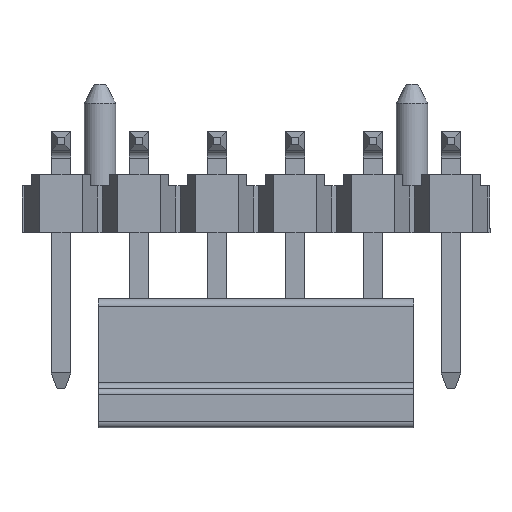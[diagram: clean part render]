
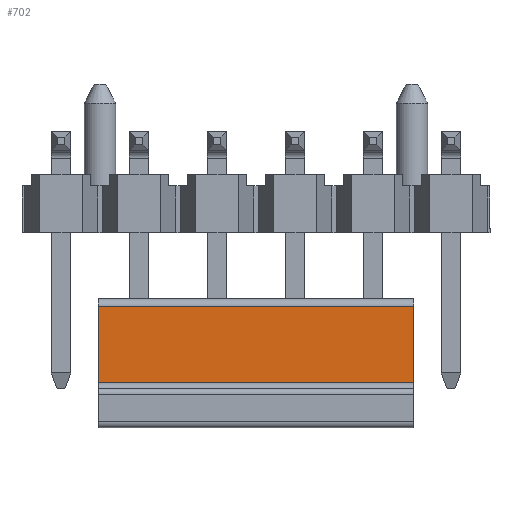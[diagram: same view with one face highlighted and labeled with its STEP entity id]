
A CAD part, front view. The second image highlights one B-rep face of the part: STEP entity #702.
In plain terms, the highlighted planar face has unit normal (0, -1, 0).
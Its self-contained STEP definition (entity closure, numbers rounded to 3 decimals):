
#702=ADVANCED_FACE('',(#1632),#1144,.F.);
#1144=PLANE('',#9327);
#1632=FACE_OUTER_BOUND('',#2181,.T.);
#2181=EDGE_LOOP('',(#4240,#4241,#4242,#4243));
#4240=ORIENTED_EDGE('',*,*,#6406,.T.);
#4241=ORIENTED_EDGE('',*,*,#6503,.T.);
#4242=ORIENTED_EDGE('',*,*,#6478,.F.);
#4243=ORIENTED_EDGE('',*,*,#6502,.T.);
#5362=VERTEX_POINT('',#13639);
#5363=VERTEX_POINT('',#13641);
#5428=VERTEX_POINT('',#13779);
#5429=VERTEX_POINT('',#13781);
#6406=EDGE_CURVE('',#5363,#5362,#7524,.T.);
#6478=EDGE_CURVE('',#5428,#5429,#7553,.T.);
#6502=EDGE_CURVE('',#5428,#5363,#7575,.T.);
#6503=EDGE_CURVE('',#5362,#5429,#7576,.T.);
#7524=LINE('',#13640,#8573);
#7553=LINE('',#13780,#8602);
#7575=LINE('',#13822,#8624);
#7576=LINE('',#13824,#8625);
#8573=VECTOR('',#11019,1.);
#8602=VECTOR('',#11138,1.);
#8624=VECTOR('',#11198,1.);
#8625=VECTOR('',#11201,1.);
#9327=AXIS2_PLACEMENT_3D('',#13825,#11202,#11203);
#11019=DIRECTION('',(0.,0.,-1.));
#11138=DIRECTION('',(0.,0.,-1.));
#11198=DIRECTION('',(-1.,0.,0.));
#11201=DIRECTION('',(1.,0.,0.));
#11202=DIRECTION('',(0.,1.,0.));
#11203=DIRECTION('',(0.,0.,-1.));
#13639=CARTESIAN_POINT('',(-3.677,-1.527,-3.85));
#13640=CARTESIAN_POINT('',(-3.677,-1.527,-4.));
#13641=CARTESIAN_POINT('',(-3.677,-1.527,-1.9));
#13779=CARTESIAN_POINT('',(4.423,-1.527,-1.9));
#13780=CARTESIAN_POINT('',(4.423,-1.527,-4.));
#13781=CARTESIAN_POINT('',(4.423,-1.527,-3.85));
#13822=CARTESIAN_POINT('',(4.423,-1.527,-1.9));
#13824=CARTESIAN_POINT('',(4.423,-1.527,-3.85));
#13825=CARTESIAN_POINT('',(4.423,-1.527,-4.));
